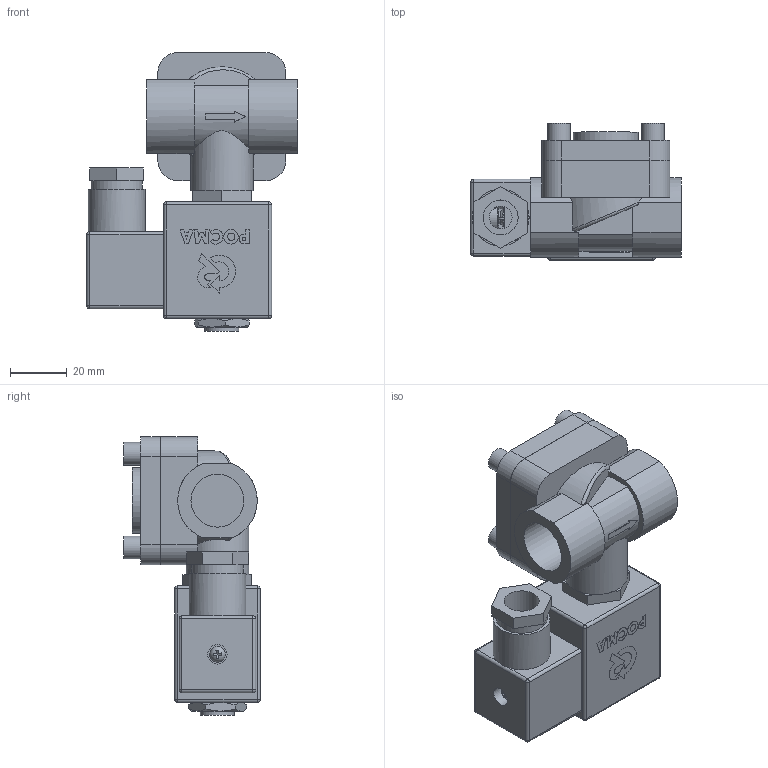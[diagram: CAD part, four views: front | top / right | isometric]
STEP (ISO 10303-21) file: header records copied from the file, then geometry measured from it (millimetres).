
FILE_DESCRIPTION(/* description */ ('СК-11-15-ВД'),/* implementation_level */ '2;1');
FILE_NAME(/* name */ 'СК-11-15-ВД.stp',/* time_stamp */ '2023-03-02T14:58:56+03:00',/* author */ ('Tech'),/* organization */ (''),/* preprocessor_version */ 'ST-DEVELOPER v18.1',/* originating_system */ 'Autodesk Inventor 2021',/* authorisation */ '');
FILE_SCHEMA (('AUTOMOTIVE_DESIGN { 1 0 10303 214 3 1 1 }'));
Length unit declared in the file: millimetre
Products named in the file (1): СК-11-15-ВД
Bounding box: 74 x 48.1 x 98 mm (x, y, z)
Volume: 100443.6 mm3; surface area: 43044.8 mm2
Topology: 3 solids, 4 shells, 623 faces, 1692 edges, 1107 vertices
Faces by surface type: plane 410, cylinder 150, cone 32, sphere 17, torus 11, bspline 3
Full cylindrical faces by diameter (mm): 1.2 x3, 2.4 x3, 2.5 x3, 2.584 x1, 3 x2, 3.5 x1, 4 x1, 4.5 x3, 5.115 x1, 5.5 x2, 6.5 x1, 6.8 x1, 8 x5, 10 x1, 10.106 x1, 12 x2, 12.3 x1, 12.4 x1, 13 x1, 16 x1, 16.5 x3, 16.7 x1, 18 x1, 18.631 x2, 20 x1, 22 x1, 23 x1
Entity records: 20431 total; most frequent: CARTESIAN_POINT 4045, ORIENTED_EDGE 3376, DIRECTION 3359, EDGE_CURVE 1688, AXIS2_PLACEMENT_3D 1154, VERTEX_POINT 1107, LINE 1051, VECTOR 1051
